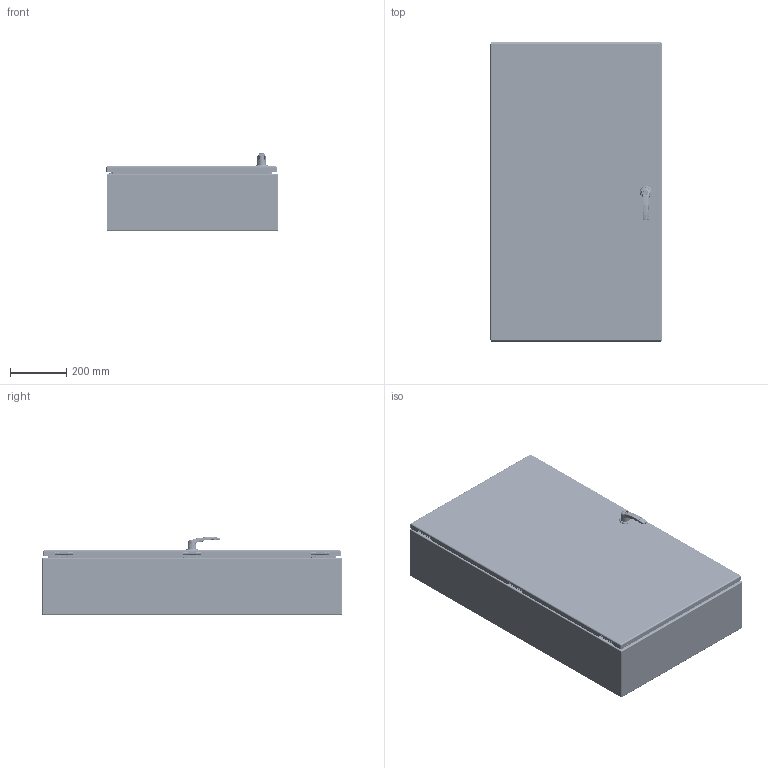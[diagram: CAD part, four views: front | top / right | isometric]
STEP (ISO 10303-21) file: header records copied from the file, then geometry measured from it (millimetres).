
FILE_DESCRIPTION(/* description */ ('5412EAL 42" x 24" x 8" Assembly'),/* implementation_level */ '2;1');
FILE_NAME(/* name */ '5412EAL422408.stp',/* time_stamp */ '2025-05-26T05:34:55-04:00',/* author */ ('BoxCad'),/* organization */ (''),/* preprocessor_version */ 'ST-DEVELOPER v20',/* originating_system */ 'Autodesk Inventor 2024',/* authorisation */ '');
FILE_SCHEMA (('AUTOMOTIVE_DESIGN { 1 0 10303 214 3 1 1 }'));
Products named in the file (60): 5412EAL422408; 5412EAL422408B; 5412EAL422408B-P; STK-Q-16010; STUD_AL_M6 x 16mm; 5412EAL422408C; 5412EAL422408C-P; 5412EAL422408G; STK-A-33016-1; STK-A-33016-2; STK-A-33016-3; STK-Q-33016-A; STK-Q-90261; STK-Q-40096; STK-Q-33016-B; STK-Q-16060; STK-Q-16406; STK-Q-46020-42; STK-Q-07220-1; STK-Q-07220-2; STK-Q-07220-3; STK-Q-07220-4; STK-Q-07220-5; STK-Q-07220-6; STK-Q-07220-A; STK-Q-07220-B; STK-P-02400S; STK-S-00100; STK-A-885ESL2A-1; STK-Q-78210; STK-Q-78215; STK-Q-78220-K; STK-Q-78230; STK-Q-78240; STK-Q-03200-NT; STK-Q-78125; STK-Q-90380; STK-Q-90051_MOD; STK-A-50536; STK-Q-50536 ...
Assembly tree (111 placements, depth 4):
  5412EAL422408
    5412EAL422408B
      5412EAL422408B-P
      STK-Q-16010  x6
      STK-P-02400S
      STUD_AL_M6 x 16mm
    5412EAL422408C
      5412EAL422408C-P
      5412EAL422408G
      STK-A-33016-1
        STK-Q-33016-A
        STK-Q-90261
        STK-Q-40096  x2
        STK-Q-33016-B  x2
      STK-A-33016-2
        STK-Q-33016-A
        STK-Q-90261
        STK-Q-40096  x2
        STK-Q-33016-B  x2
      STK-A-33016-3
        STK-Q-33016-A
        STK-Q-90261
        STK-Q-40096  x2
        STK-Q-33016-B  x2
      STK-Q-16060  x6
      STK-Q-16406  x2
      STK-Q-46020-42  x2
      STK-Q-07220-1
        STK-Q-07220-A
        STK-Q-07220-B
      STK-Q-07220-2
        STK-Q-07220-A
        STK-Q-07220-B
      STK-Q-07220-3
        STK-Q-07220-A
        STK-Q-07220-B
      STK-Q-07220-4
        STK-Q-07220-A
        STK-Q-07220-B
      STK-Q-07220-5
        STK-Q-07220-A
        STK-Q-07220-B
      STK-Q-07220-6
        STK-Q-07220-A
        STK-Q-07220-B
      STK-P-02400S
      STK-S-00100
      STK-A-885ESL2A-1
        STK-Q-78210
        STK-Q-78215
        STK-Q-78220-K
        STK-Q-78230
        STK-Q-78240
        STK-Q-03200-NT
        STK-Q-78125
        STK-Q-90380
      STK-Q-90051_MOD
      STK-A-50536
        STK-Q-50536
        STK-Q-50534
Bounding box: 610.68 x 1066.8 x 277.58 mm (x, y, z)
Volume: 7005562.4 mm3; surface area: 6033233.2 mm2
Topology: 90 solids, 90 shells, 9531 faces, 24108 edges, 14905 vertices
Faces by surface type: plane 3634, bspline 2585, cylinder 2085, torus 839, sphere 254, cone 134
Full cylindrical faces by diameter (mm): 0.75 x15, 0.762 x15, 1 x12, 1.125 x6, 1.581 x1, 2.459 x1, 3.2 x6, 3.8 x2, 4.191 x76, 4.2 x2, 4.826 x1, 4.85 x24, 5 x8, 5.1 x25, 5.11 x1, 5.156 x4, 5.2 x8, 5.9 x97, 6 x5, 6.015 x76, 6.8 x6, 6.85 x24, 7.1 x3, 7.366 x7, 7.5 x2, 7.9 x92, 8 x16, 9 x6, 9.5 x6, 9.906 x4
Entity records: 200883 total; most frequent: CARTESIAN_POINT 79595, ORIENTED_EDGE 26582, DIRECTION 21777, EDGE_CURVE 13291, VERTEX_POINT 8278, AXIS2_PLACEMENT_3D 7882, LINE 6013, VECTOR 6013
